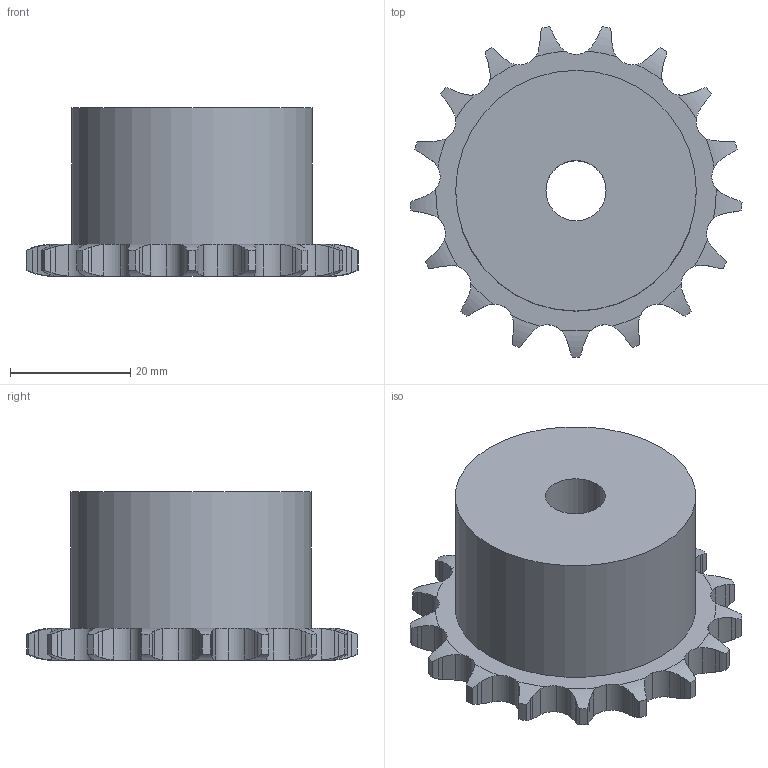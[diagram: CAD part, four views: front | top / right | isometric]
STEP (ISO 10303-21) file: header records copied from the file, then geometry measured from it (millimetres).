
FILE_DESCRIPTION(('FreeCAD Model'),'2;1');
FILE_NAME('Open CASCADE Shape Model','2021-05-16T10:08:09',('FreeCAD'),( 'FreeCAD'),'Open CASCADE STEP processor 7.4','FreeCAD','Unknown');
FILE_SCHEMA(('AUTOMOTIVE_DESIGN { 1 0 10303 214 1 1 1 1 }'));
Length unit declared in the file: millimetre
Products named in the file (1): Open CASCADE STEP translator 7.4 10
Bounding box: 55.17 x 54.94 x 28 mm (x, y, z)
Volume: 36236.7 mm3; surface area: 8557.9 mm2
Topology: 1 solids, 1 shells, 195 faces, 574 edges, 383 vertices
Faces by surface type: cylinder 121, plane 38, torus 36
Full cylindrical faces by diameter (mm): 10 x1, 40 x1
Entity records: 17436 total; most frequent: CARTESIAN_POINT 7719, DIRECTION 1332, ORIENTED_EDGE 1148, PCURVE 1148, DEFINITIONAL_REPRESENTATION 1148, B_SPLINE_CURVE_WITH_KNOTS 822, LINE 645, VECTOR 645
